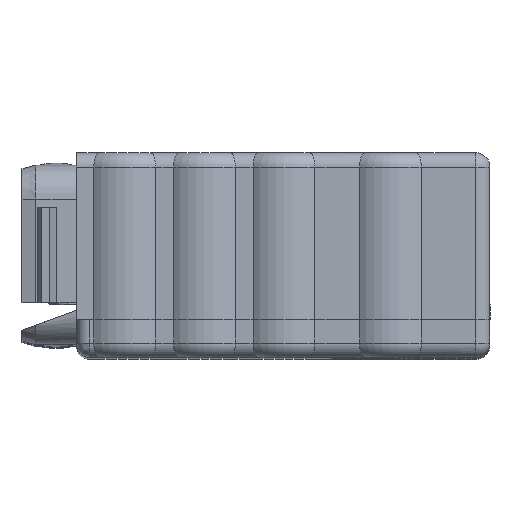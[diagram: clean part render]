
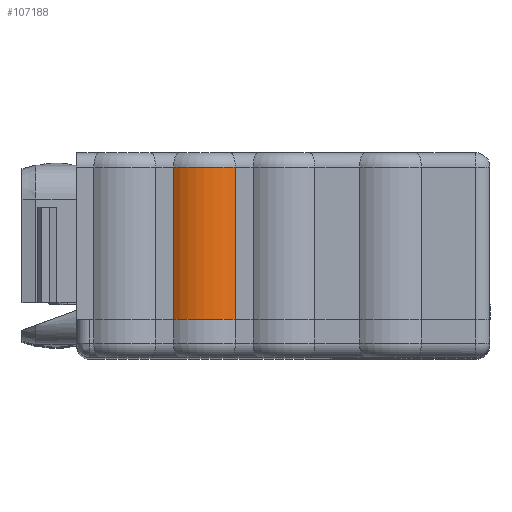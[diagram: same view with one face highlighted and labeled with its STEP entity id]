
A CAD part, top view. The second image highlights one B-rep face of the part: STEP entity #107188.
In plain terms, the highlighted cylindrical face has radius 3.6 mm (diameter 7.2 mm), a partial arc.
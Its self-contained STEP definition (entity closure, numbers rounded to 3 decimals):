
#16789=CARTESIAN_POINT('',(-20.93,2.81,34.65));
#16790=DIRECTION('',(0.,-1.,0.));
#16791=DIRECTION('',(0.629,0.,0.778));
#16792=AXIS2_PLACEMENT_3D('',#16789,#16790,#16791);
#39791=DIRECTION('',(0.,-1.,0.));
#39792=VECTOR('',#39791,11.15);
#39793=CARTESIAN_POINT('',(-23.193,13.96,37.45));
#39794=LINE('',#39793,#39792);
#39804=CARTESIAN_POINT('',(-20.93,13.96,34.65));
#39805=DIRECTION('',(0.,1.,0.));
#39806=DIRECTION('',(-0.629,0.,0.778));
#39807=AXIS2_PLACEMENT_3D('',#39804,#39805,#39806);
#40293=DIRECTION('',(0.,-1.,0.));
#40294=VECTOR('',#40293,11.15);
#40295=CARTESIAN_POINT('',(-18.667,13.96,37.45));
#40296=LINE('',#40295,#40294);
#93288=CARTESIAN_POINT('',(-18.667,2.81,37.45));
#93289=CARTESIAN_POINT('',(-23.193,2.81,37.45));
#93290=VERTEX_POINT('',#93288);
#93291=VERTEX_POINT('',#93289);
#93364=CARTESIAN_POINT('',(-23.193,13.96,37.45));
#93365=CARTESIAN_POINT('',(-18.667,13.96,37.45));
#93366=VERTEX_POINT('',#93364);
#93367=VERTEX_POINT('',#93365);
#107175=CARTESIAN_POINT('',(-20.93,15.01,34.65));
#107176=DIRECTION('',(0.,-1.,0.));
#107177=DIRECTION('',(0.,0.,-1.));
#107178=AXIS2_PLACEMENT_3D('',#107175,#107176,#107177);
#107179=CYLINDRICAL_SURFACE('',#107178,3.6);
#107181=ORIENTED_EDGE('',*,*,#107180,.T.);
#107183=ORIENTED_EDGE('',*,*,#107182,.T.);
#107184=ORIENTED_EDGE('',*,*,#101211,.T.);
#107185=ORIENTED_EDGE('',*,*,#107167,.F.);
#107186=EDGE_LOOP('',(#107181,#107183,#107184,#107185));
#107187=FACE_OUTER_BOUND('',#107186,.F.);
#107188=ADVANCED_FACE('',(#107187),#107179,.T.);
#16793=CIRCLE('',#16792,3.6);
#39808=CIRCLE('',#39807,3.6);
#101211=EDGE_CURVE('',#93290,#93291,#16793,.T.);
#107167=EDGE_CURVE('',#93366,#93291,#39794,.T.);
#107180=EDGE_CURVE('',#93366,#93367,#39808,.T.);
#107182=EDGE_CURVE('',#93367,#93290,#40296,.T.);
